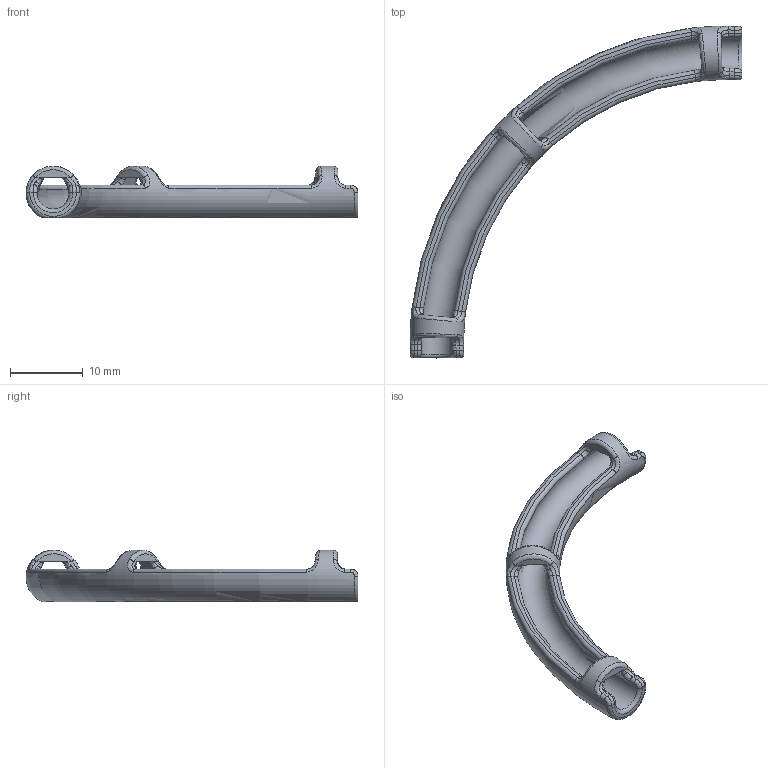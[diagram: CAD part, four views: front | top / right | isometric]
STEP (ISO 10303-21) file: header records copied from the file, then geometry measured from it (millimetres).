
FILE_DESCRIPTION(/* description */ (''),/* implementation_level */ '2;1');
FILE_NAME(/* name */ 'Trident_PTFE_guides-R40.step',/* time_stamp */ '2023-09-23T12:11:09+02:00',/* author */ (''),/* organization */ (''),/* preprocessor_version */ 'ST-DEVELOPER v20',/* originating_system */ 'Autodesk Translation Framework v12.14.0.127',/* authorisation */ '');
FILE_SCHEMA (('AUTOMOTIVE_DESIGN { 1 0 10303 214 3 1 1 }'));
Length unit declared in the file: millimetre
Products named in the file (2): Trident_PTFE_guides; 90°
Assembly tree (1 placements, depth 2):
  Trident_PTFE_guides
    90°
Bounding box: 45.69 x 45.69 x 7.1 mm (x, y, z)
Volume: 1184.4 mm3; surface area: 1847.5 mm2
Topology: 1 solids, 1 shells, 126 faces, 308 edges, 180 vertices
Faces by surface type: bspline 66, plane 20, torus 18, cylinder 16, cone 6
Entity records: 5900 total; most frequent: CARTESIAN_POINT 3300, ORIENTED_EDGE 616, DIRECTION 408, EDGE_CURVE 308, AXIS2_PLACEMENT_3D 185, VERTEX_POINT 180, B_SPLINE_CURVE_WITH_KNOTS 148, EDGE_LOOP 128
